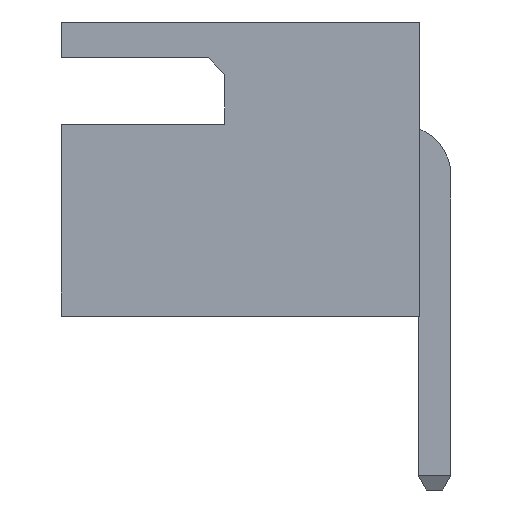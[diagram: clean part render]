
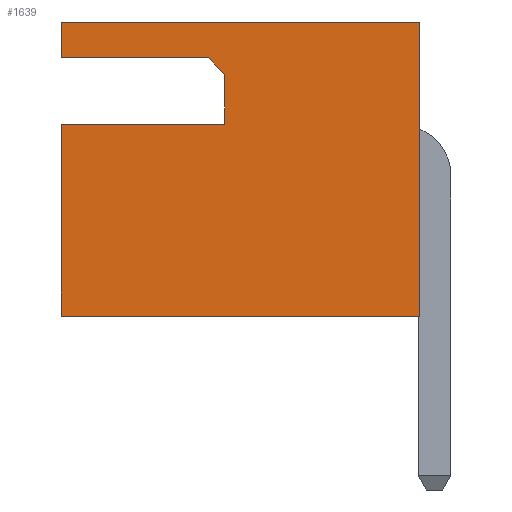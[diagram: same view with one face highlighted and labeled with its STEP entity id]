
A CAD part, left-side view. The second image highlights one B-rep face of the part: STEP entity #1639.
In plain terms, the highlighted planar face has unit normal (-1, 0, 0).
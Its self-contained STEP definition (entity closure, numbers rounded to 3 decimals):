
#1639=ADVANCED_FACE('',(#2938),#2940,.T.);
#2938=FACE_BOUND('',#2939,.T.);
#2939=EDGE_LOOP('',(#4026,#4027,#4028,#4029,#4030,#4031,#4032,#4033,#4034));
#2940=PLANE('',#2941);
#2941=AXIS2_PLACEMENT_3D('',#2942,#2943,#2944);
#2942=CARTESIAN_POINT('',(-47.55,0.3,0.));
#2943=DIRECTION('',(-1.,0.,0.));
#2944=DIRECTION('',(0.,0.,1.));
#4026=ORIENTED_EDGE('',*,*,#4670,.T.);
#4027=ORIENTED_EDGE('',*,*,#4671,.T.);
#4028=ORIENTED_EDGE('',*,*,#4672,.F.);
#4029=ORIENTED_EDGE('',*,*,#4566,.F.);
#4030=ORIENTED_EDGE('',*,*,#4594,.T.);
#4031=ORIENTED_EDGE('',*,*,#4652,.T.);
#4032=ORIENTED_EDGE('',*,*,#4673,.F.);
#4033=ORIENTED_EDGE('',*,*,#4674,.T.);
#4034=ORIENTED_EDGE('',*,*,#4675,.T.);
#4566=EDGE_CURVE('',#5266,#5268,#5269,.T.);
#4594=EDGE_CURVE('',#5266,#5303,#5305,.T.);
#4652=EDGE_CURVE('',#5303,#5381,#5383,.T.);
#4670=EDGE_CURVE('',#5401,#5402,#5403,.F.);
#4671=EDGE_CURVE('',#5402,#5404,#5405,.F.);
#4672=EDGE_CURVE('',#5268,#5404,#5406,.T.);
#4673=EDGE_CURVE('',#5407,#5381,#5408,.T.);
#4674=EDGE_CURVE('',#5407,#5409,#5410,.F.);
#4675=EDGE_CURVE('',#5409,#5401,#5411,.F.);
#5266=VERTEX_POINT('',#6573);
#5268=VERTEX_POINT('',#6577);
#5269=LINE('',#6578,#6579);
#5303=VERTEX_POINT('',#6666);
#5305=LINE('',#6670,#6671);
#5381=VERTEX_POINT('',#6860);
#5383=LINE('',#6864,#6865);
#5401=VERTEX_POINT('',#6918);
#5402=VERTEX_POINT('',#6919);
#5403=LINE('',#6920,#6921);
#5404=VERTEX_POINT('',#6923);
#5405=LINE('',#6924,#6925);
#5406=LINE('',#6927,#6928);
#5407=VERTEX_POINT('',#6930);
#5408=LINE('',#6931,#6932);
#5409=VERTEX_POINT('',#6934);
#5410=LINE('',#6935,#6936);
#5411=LINE('',#6938,#6939);
#6573=CARTESIAN_POINT('',(-47.55,0.3,0.));
#6577=CARTESIAN_POINT('',(-47.55,7.3,0.));
#6578=CARTESIAN_POINT('',(-47.55,0.3,0.));
#6579=VECTOR('',#6580,1.);
#6580=DIRECTION('',(0.,1.,0.));
#6666=CARTESIAN_POINT('',(-47.55,0.3,5.75));
#6670=CARTESIAN_POINT('',(-47.55,0.3,0.));
#6671=VECTOR('',#6672,1.);
#6672=DIRECTION('',(0.,0.,1.));
#6860=CARTESIAN_POINT('',(-47.55,7.3,5.75));
#6864=CARTESIAN_POINT('',(-47.55,0.3,5.75));
#6865=VECTOR('',#6866,1.);
#6866=DIRECTION('',(0.,1.,0.));
#6918=CARTESIAN_POINT('',(-47.55,4.1,4.725));
#6919=CARTESIAN_POINT('',(-47.55,4.1,3.75));
#6920=CARTESIAN_POINT('',(-47.55,4.1,3.75));
#6921=VECTOR('',#6922,1.);
#6922=DIRECTION('',(0.,0.,1.));
#6923=CARTESIAN_POINT('',(-47.55,7.3,3.75));
#6924=CARTESIAN_POINT('',(-47.55,7.3,3.75));
#6925=VECTOR('',#6926,1.);
#6926=DIRECTION('',(0.,-1.,0.));
#6927=CARTESIAN_POINT('',(-47.55,7.3,0.));
#6928=VECTOR('',#6929,1.);
#6929=DIRECTION('',(0.,0.,1.));
#6930=CARTESIAN_POINT('',(-47.55,7.3,5.05));
#6931=CARTESIAN_POINT('',(-47.55,7.3,5.05));
#6932=VECTOR('',#6933,1.);
#6933=DIRECTION('',(0.,0.,1.));
#6934=CARTESIAN_POINT('',(-47.55,4.425,5.05));
#6935=CARTESIAN_POINT('',(-47.55,4.425,5.05));
#6936=VECTOR('',#6937,1.);
#6937=DIRECTION('',(0.,1.,0.));
#6938=CARTESIAN_POINT('',(-47.55,4.1,4.725));
#6939=VECTOR('',#6940,1.);
#6940=DIRECTION('',(0.,0.707,0.707));
